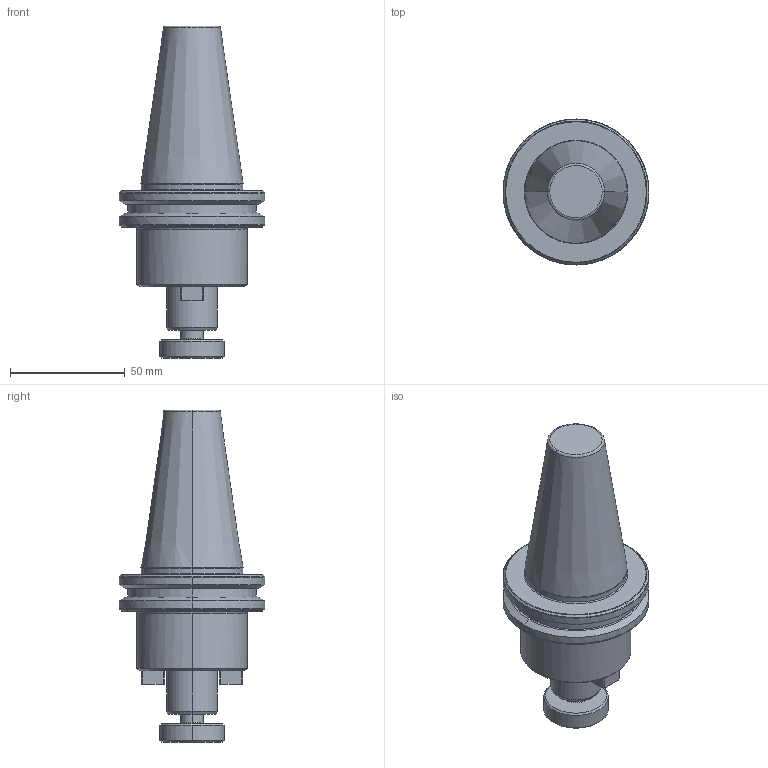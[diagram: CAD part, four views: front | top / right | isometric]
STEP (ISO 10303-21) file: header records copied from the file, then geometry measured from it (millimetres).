
FILE_DESCRIPTION (( 'STEP AP203' ), '1' );
FILE_NAME ('SK40 FMH-K22 045 AD+B-6.3G15000 SL SP.STEP', '2019-05-02T09:20:58', ( '' ), ( '' ), 'SwSTEP 2.0', 'SolidWorks 2014', '' );
FILE_SCHEMA (( 'CONFIG_CONTROL_DESIGN' ));
Length unit declared in the file: millimetre
Products named in the file (1): SK40 FMH-K22 045 AD+B-6.3G15000 SL SP
Bounding box: 63.5 x 63.5 x 144.4 mm (x, y, z)
Volume: 177458.7 mm3; surface area: 24238.2 mm2
Topology: 1 solids, 1 shells, 103 faces, 256 edges, 164 vertices
Faces by surface type: plane 35, cone 20, bspline 19, cylinder 16, torus 13
Entity records: 4134 total; most frequent: CARTESIAN_POINT 1655, ORIENTED_EDGE 512, DIRECTION 498, EDGE_CURVE 256, AXIS2_PLACEMENT_3D 195, VERTEX_POINT 164, EDGE_LOOP 112, CIRCLE 110
